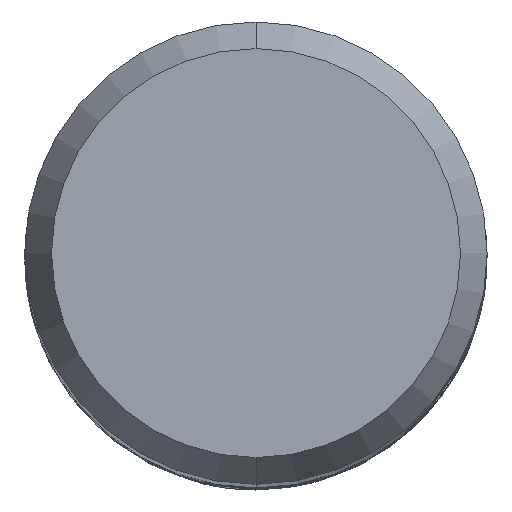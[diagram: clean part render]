
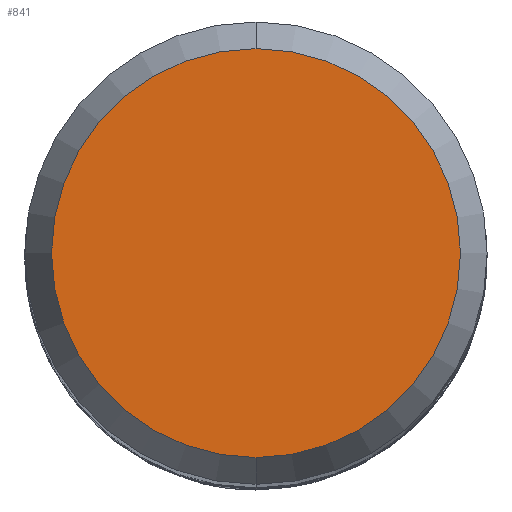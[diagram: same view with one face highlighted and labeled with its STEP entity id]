
A CAD part, top view. The second image highlights one B-rep face of the part: STEP entity #841.
In plain terms, the highlighted planar face has unit normal (0, 0, 1).
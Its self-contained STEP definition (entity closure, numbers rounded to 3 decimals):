
#841=ADVANCED_FACE('',(#2258),#2259,.T.);
#1145=EDGE_CURVE('',#1845,#1155,#2589,.T.);
#1155=VERTEX_POINT('',#2600);
#1245=EDGE_CURVE('',#1155,#1845,#2696,.T.);
#1845=VERTEX_POINT('',#3357);
#2258=FACE_OUTER_BOUND('',#5435,.T.);
#2259=PLANE('',#5436);
#2589=CIRCLE('',#9129,4.423);
#2600=CARTESIAN_POINT('',(0.,-4.423,0.0));
#2696=CIRCLE('',#9802,4.423);
#3357=CARTESIAN_POINT('',(0.0,4.423,0.0));
#5435=EDGE_LOOP('',(#20906,#20907));
#5436=AXIS2_PLACEMENT_3D('',#20908,#20909,#20910);
#9129=AXIS2_PLACEMENT_3D('',#21207,#21208,#21209);
#9802=AXIS2_PLACEMENT_3D('',#21309,#21310,#21311);
#20906=ORIENTED_EDGE('',*,*,#1145,.F.);
#20907=ORIENTED_EDGE('',*,*,#1245,.F.);
#20908=CARTESIAN_POINT('',(0.0,2.211,0.0));
#20909=DIRECTION('',(-0.0,0.0,1.0));
#20910=DIRECTION('',(0.0,-1.0,0.0));
#21207=CARTESIAN_POINT('',(0.0,0.0,0.0));
#21208=DIRECTION('',(0.0,0.0,-1.0));
#21209=DIRECTION('',(0.0,1.0,0.0));
#21309=CARTESIAN_POINT('',(0.0,0.0,0.0));
#21310=DIRECTION('',(0.0,0.0,-1.0));
#21311=DIRECTION('',(0.0,1.0,0.0));
